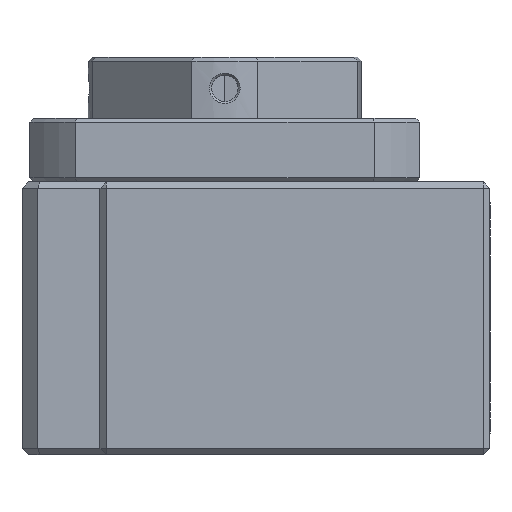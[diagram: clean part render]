
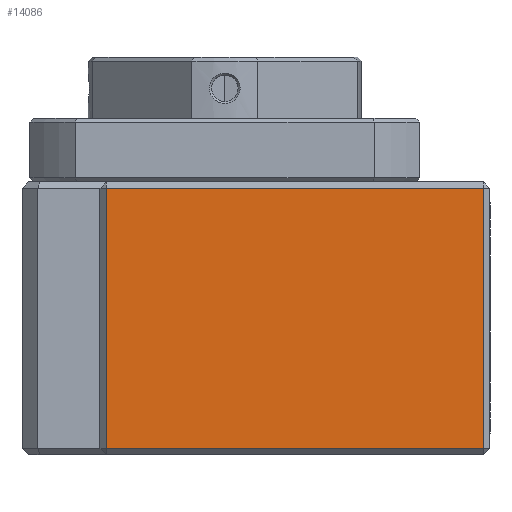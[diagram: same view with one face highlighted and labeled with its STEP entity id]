
A CAD part, left-side view. The second image highlights one B-rep face of the part: STEP entity #14086.
In plain terms, the highlighted planar face has unit normal (-1, 0, 0).
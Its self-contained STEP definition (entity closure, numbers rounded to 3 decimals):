
#199 = ORIENTED_EDGE ( 'NONE', *, *, #24449, .F. ) ;
#361 = CARTESIAN_POINT ( 'NONE',  ( -44., 0.8, 17.5 ) ) ;
#1127 = LINE ( 'NONE', #25442, #4857 ) ;
#1765 = VECTOR ( 'NONE', #12369, 1000. ) ;
#2963 = ORIENTED_EDGE ( 'NONE', *, *, #25052, .F. ) ;
#3423 = CARTESIAN_POINT ( 'NONE',  ( -44., 50., 16.7 ) ) ;
#3444 = EDGE_CURVE ( 'NONE', #15866, #6356, #1127, .T. ) ;
#3800 = AXIS2_PLACEMENT_3D ( 'NONE', #7467, #17090, #19153 ) ;
#4304 = VECTOR ( 'NONE', #23171, 1000. ) ;
#4857 = VECTOR ( 'NONE', #5073, 1000. ) ;
#5073 = DIRECTION ( 'NONE',  ( 0., -1., 0. ) ) ;
#5082 = CARTESIAN_POINT ( 'NONE',  ( -44., 49.2, 16.7 ) ) ;
#5237 = VERTEX_POINT ( 'NONE', #5082 ) ;
#6142 = EDGE_LOOP ( 'NONE', ( #199, #15893, #2963, #7533 ) ) ;
#6356 = VERTEX_POINT ( 'NONE', #18955 ) ;
#6548 = PLANE ( 'NONE',  #3800 ) ;
#7467 = CARTESIAN_POINT ( 'NONE',  ( -44., 50., 17.5 ) ) ;
#7533 = ORIENTED_EDGE ( 'NONE', *, *, #3444, .T. ) ;
#9378 = EDGE_CURVE ( 'NONE', #5237, #16894, #11007, .T. ) ;
#10672 = LINE ( 'NONE', #24780, #1765 ) ;
#11007 = LINE ( 'NONE', #3423, #4304 ) ;
#12369 = DIRECTION ( 'NONE',  ( 0., 0., 1. ) ) ;
#14086 = ADVANCED_FACE ( 'NONE', ( #24327 ), #6548, .F. ) ;
#15866 = VERTEX_POINT ( 'NONE', #18501 ) ;
#15893 = ORIENTED_EDGE ( 'NONE', *, *, #9378, .F. ) ;
#16894 = VERTEX_POINT ( 'NONE', #20164 ) ;
#17090 = DIRECTION ( 'NONE',  ( 1., 0., 0. ) ) ;
#18501 = CARTESIAN_POINT ( 'NONE',  ( -44., 49.2, -16.7 ) ) ;
#18955 = CARTESIAN_POINT ( 'NONE',  ( -44., 0.8, -16.7 ) ) ;
#19048 = LINE ( 'NONE', #361, #21677 ) ;
#19153 = DIRECTION ( 'NONE',  ( 0., 1., 0. ) ) ;
#20164 = CARTESIAN_POINT ( 'NONE',  ( -44., 0.8, 16.7 ) ) ;
#21677 = VECTOR ( 'NONE', #22210, 1000. ) ;
#22210 = DIRECTION ( 'NONE',  ( 0., 0., -1. ) ) ;
#23171 = DIRECTION ( 'NONE',  ( 0., -1., 0. ) ) ;
#24327 = FACE_OUTER_BOUND ( 'NONE', #6142, .T. ) ;
#24449 = EDGE_CURVE ( 'NONE', #16894, #6356, #19048, .T. ) ;
#24780 = CARTESIAN_POINT ( 'NONE',  ( -44., 49.2, 17.5 ) ) ;
#25052 = EDGE_CURVE ( 'NONE', #15866, #5237, #10672, .T. ) ;
#25442 = CARTESIAN_POINT ( 'NONE',  ( -44., 50., -16.7 ) ) ;
